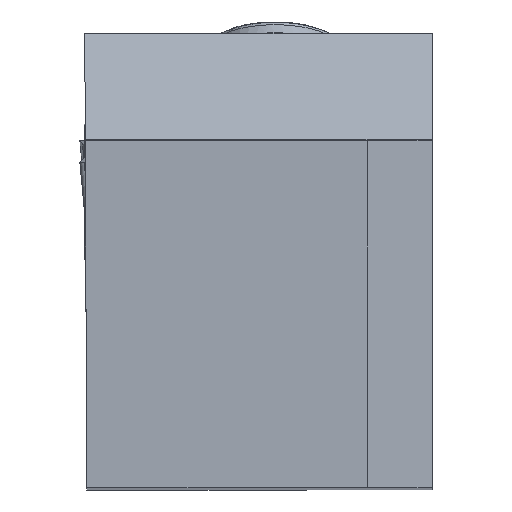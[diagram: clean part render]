
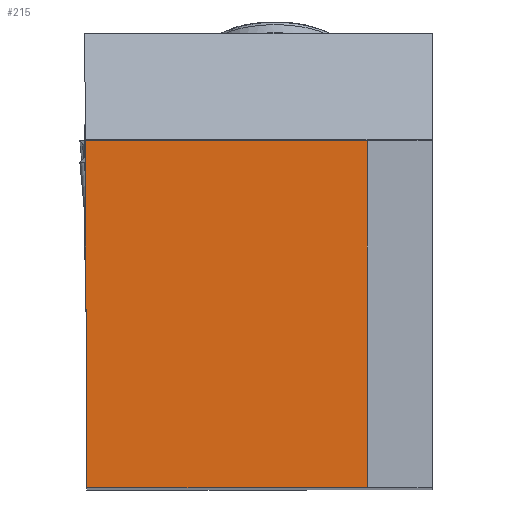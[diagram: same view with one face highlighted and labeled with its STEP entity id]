
A CAD part, top view. The second image highlights one B-rep face of the part: STEP entity #215.
In plain terms, the highlighted planar face has unit normal (0, 0, 1).
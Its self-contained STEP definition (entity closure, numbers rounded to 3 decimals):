
#215=ADVANCED_FACE('BLANK_BOXF006',(#336),#293,.T.);
#293=PLANE('',#1661);
#336=FACE_OUTER_BOUND('',#415,.T.);
#415=EDGE_LOOP('',(#609,#610,#611,#612));
#609=ORIENTED_EDGE('',*,*,#1135,.T.);
#610=ORIENTED_EDGE('',*,*,#1169,.T.);
#611=ORIENTED_EDGE('',*,*,#1170,.F.);
#612=ORIENTED_EDGE('',*,*,#1125,.F.);
#982=VERTEX_POINT('',#2236);
#983=VERTEX_POINT('',#2238);
#992=VERTEX_POINT('',#2258);
#1011=VERTEX_POINT('',#2357);
#1125=EDGE_CURVE('',#982,#983,#1341,.T.);
#1135=EDGE_CURVE('',#982,#992,#1349,.T.);
#1169=EDGE_CURVE('',#992,#1011,#1371,.T.);
#1170=EDGE_CURVE('',#983,#1011,#1372,.T.);
#1341=LINE('',#2237,#1458);
#1349=LINE('',#2259,#1466);
#1371=LINE('',#2356,#1488);
#1372=LINE('',#2358,#1489);
#1458=VECTOR('',#1809,1.);
#1466=VECTOR('',#1825,1.);
#1488=VECTOR('',#1879,1.);
#1489=VECTOR('',#1880,1.);
#1661=AXIS2_PLACEMENT_3D('',#2359,#1881,#1882);
#1809=DIRECTION('',(-0.004,1.,0.));
#1825=DIRECTION('',(1.,0.,0.));
#1879=DIRECTION('',(0.,1.,0.));
#1880=DIRECTION('',(1.,0.,0.));
#1881=DIRECTION('',(0.,0.,1.));
#1882=DIRECTION('',(0.,1.,0.));
#2236=CARTESIAN_POINT('',(-15.856,0.,0.));
#2237=CARTESIAN_POINT('',(-15.95,21.759,0.));
#2238=CARTESIAN_POINT('',(-15.925,15.925,0.));
#2258=CARTESIAN_POINT('',(-2.974,0.,0.));
#2259=CARTESIAN_POINT('',(22.,0.,0.));
#2356=CARTESIAN_POINT('',(-2.974,15.925,0.));
#2357=CARTESIAN_POINT('',(-2.974,15.925,0.));
#2358=CARTESIAN_POINT('',(22.,15.925,0.));
#2359=CARTESIAN_POINT('',(22.,21.925,0.));
